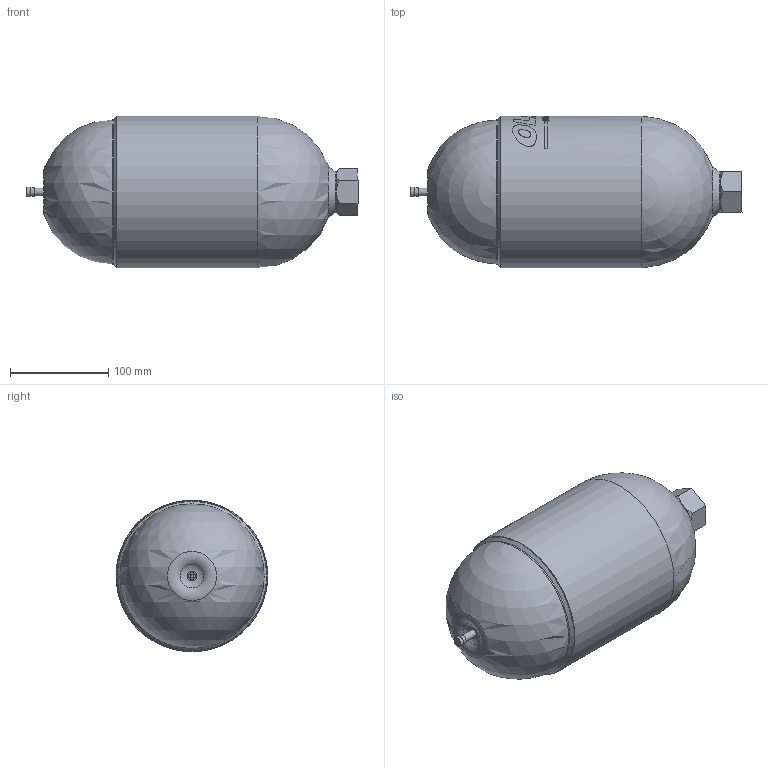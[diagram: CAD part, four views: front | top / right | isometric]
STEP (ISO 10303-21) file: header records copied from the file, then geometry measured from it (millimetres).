
FILE_DESCRIPTION( ( 'Unknown' ), '1' );
FILE_NAME( 'ELG 4-20-90_109312.stp', 'Unknown', ( 'Unknown' ), ( 'Unknown' ), 'PSStep 17.0.49', 'Unknown', ' ' );
FILE_SCHEMA( ( 'AUTOMOTIVE_DESIGN { 1 0 10303 214 1 1 1 1 }' ) );
Length unit declared in the file: millimetre
Products named in the file (15): 102862; 102863_nbr; 102116; 102863; 107740; 101410; 107739; 102856; 102864; 102859; Kehlnaht 1-oa0; Assem1; 101590; 104802; Kehlnaht 1-oa1
Assembly tree (14 placements, depth 3):
  Assem1
    101590
    104802
    Kehlnaht 1-oa1
    102856
      102864
      102859
      Kehlnaht 1-oa0
    107740
      101410
      107739
    102862
      102863_nbr
      102116
      102863
Bounding box: 338.41 x 154.6 x 154.6 mm (x, y, z)
Volume: 633094.1 mm3; surface area: 526405.2 mm2
Topology: 11 solids, 12 shells, 326 faces, 728 edges, 460 vertices
Faces by surface type: plane 150, cylinder 73, cone 40, torus 30, extrusion 22, sphere 6, bspline 5
Full cylindrical faces by diameter (mm): 1 x1, 1.5 x1, 1.6 x1, 1.9 x1, 2.05 x1, 2.8 x1, 2.9 x1, 3.4 x2, 3.75 x1, 3.8 x1, 3.9 x1, 4 x1, 4.2 x2, 4.3 x1, 4.597 x1, 5.232 x1, 5.4 x1, 6.9 x1, 6.909 x1, 7.62 x1, 7.8 x1, 9 x1, 10 x1, 11 x1, 24.117 x1, 35.3 x1, 38.6 x2, 40 x2, 41 x2, 50 x2
Entity records: 13989 total; most frequent: CARTESIAN_POINT 4416, DIRECTION 1500, ORIENTED_EDGE 1138, AXIS2_PLACEMENT_3D 654, EDGE_CURVE 569, EDGE_LOOP 504, VERTEX_POINT 434, FACE_OUTER_BOUND 410
